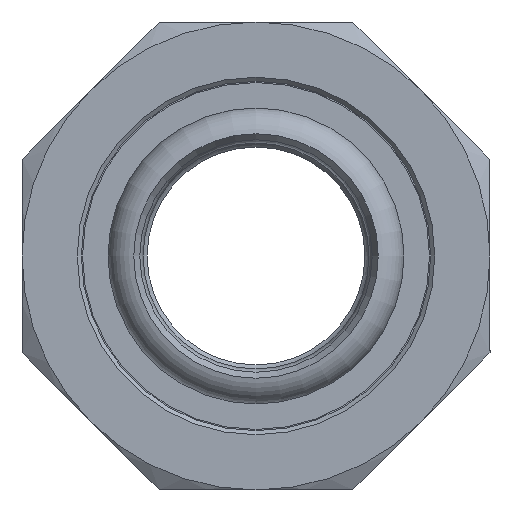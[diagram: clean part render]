
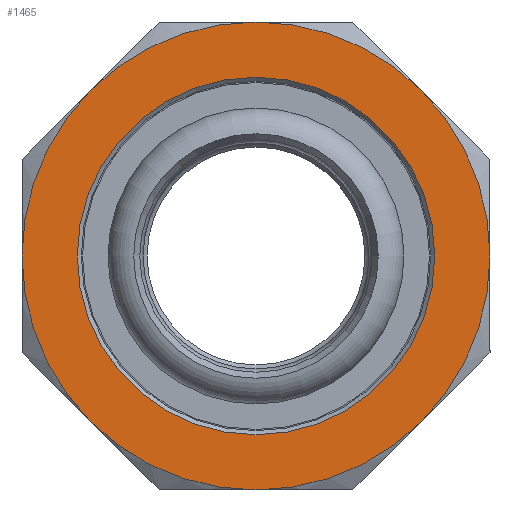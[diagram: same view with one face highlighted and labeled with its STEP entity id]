
A CAD part, front view. The second image highlights one B-rep face of the part: STEP entity #1465.
In plain terms, the highlighted planar face has unit normal (0, -1, 0).
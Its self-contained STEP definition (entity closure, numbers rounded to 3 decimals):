
#16=FACE_BOUND('',#391,.T.);
#36=PLANE('',#1660);
#304=FACE_OUTER_BOUND('',#390,.T.);
#390=EDGE_LOOP('',(#1212,#1213,#1214,#1215,#1216,#1217,#1218,#1219));
#391=EDGE_LOOP('',(#1220));
#513=CIRCLE('',#1628,29.);
#514=CIRCLE('',#1630,29.);
#515=CIRCLE('',#1632,29.);
#516=CIRCLE('',#1634,29.);
#517=CIRCLE('',#1636,29.);
#518=CIRCLE('',#1638,29.);
#519=CIRCLE('',#1640,29.);
#520=CIRCLE('',#1642,29.);
#527=CIRCLE('',#1661,22.15);
#644=VERTEX_POINT('',#2477);
#646=VERTEX_POINT('',#2482);
#647=VERTEX_POINT('',#2488);
#649=VERTEX_POINT('',#2498);
#651=VERTEX_POINT('',#2508);
#654=VERTEX_POINT('',#2522);
#656=VERTEX_POINT('',#2532);
#658=VERTEX_POINT('',#2542);
#666=VERTEX_POINT('',#2590);
#828=EDGE_CURVE('',#646,#644,#513,.T.);
#831=EDGE_CURVE('',#644,#647,#514,.T.);
#834=EDGE_CURVE('',#647,#649,#515,.T.);
#837=EDGE_CURVE('',#649,#651,#516,.T.);
#839=EDGE_CURVE('',#651,#654,#517,.T.);
#842=EDGE_CURVE('',#654,#656,#518,.T.);
#845=EDGE_CURVE('',#656,#658,#519,.T.);
#848=EDGE_CURVE('',#658,#646,#520,.T.);
#866=EDGE_CURVE('',#666,#666,#527,.T.);
#1212=ORIENTED_EDGE('',*,*,#842,.F.);
#1213=ORIENTED_EDGE('',*,*,#839,.F.);
#1214=ORIENTED_EDGE('',*,*,#837,.F.);
#1215=ORIENTED_EDGE('',*,*,#834,.F.);
#1216=ORIENTED_EDGE('',*,*,#831,.F.);
#1217=ORIENTED_EDGE('',*,*,#828,.F.);
#1218=ORIENTED_EDGE('',*,*,#848,.F.);
#1219=ORIENTED_EDGE('',*,*,#845,.F.);
#1220=ORIENTED_EDGE('',*,*,#866,.F.);
#1465=ADVANCED_FACE('',(#304,#16),#36,.T.);
#1628=AXIS2_PLACEMENT_3D('',#2486,#1961,#1962);
#1630=AXIS2_PLACEMENT_3D('',#2496,#1965,#1966);
#1632=AXIS2_PLACEMENT_3D('',#2506,#1969,#1970);
#1634=AXIS2_PLACEMENT_3D('',#2516,#1973,#1974);
#1636=AXIS2_PLACEMENT_3D('',#2523,#1977,#1978);
#1638=AXIS2_PLACEMENT_3D('',#2533,#1981,#1982);
#1640=AXIS2_PLACEMENT_3D('',#2543,#1985,#1986);
#1642=AXIS2_PLACEMENT_3D('',#2552,#1989,#1990);
#1660=AXIS2_PLACEMENT_3D('',#2589,#2035,#2036);
#1661=AXIS2_PLACEMENT_3D('',#2591,#2037,#2038);
#1961=DIRECTION('center_axis',(0.,1.,0.));
#1962=DIRECTION('ref_axis',(-1.,0.,0.));
#1965=DIRECTION('center_axis',(0.,1.,0.));
#1966=DIRECTION('ref_axis',(-1.,0.,0.));
#1969=DIRECTION('center_axis',(0.,1.,0.));
#1970=DIRECTION('ref_axis',(-1.,0.,0.));
#1973=DIRECTION('center_axis',(0.,1.,0.));
#1974=DIRECTION('ref_axis',(-1.,0.,0.));
#1977=DIRECTION('center_axis',(0.,1.,0.));
#1978=DIRECTION('ref_axis',(-1.,0.,0.));
#1981=DIRECTION('center_axis',(0.,1.,0.));
#1982=DIRECTION('ref_axis',(-1.,0.,0.));
#1985=DIRECTION('center_axis',(0.,1.,0.));
#1986=DIRECTION('ref_axis',(-1.,0.,0.));
#1989=DIRECTION('center_axis',(0.,1.,0.));
#1990=DIRECTION('ref_axis',(-1.,0.,0.));
#2035=DIRECTION('center_axis',(0.,-1.,0.));
#2036=DIRECTION('ref_axis',(0.,0.,1.));
#2037=DIRECTION('center_axis',(0.,-1.,0.));
#2038=DIRECTION('ref_axis',(0.,0.,1.));
#2477=CARTESIAN_POINT('',(0.,-10.75,29.));
#2482=CARTESIAN_POINT('',(-20.506,-10.75,20.506));
#2486=CARTESIAN_POINT('Origin',(0.,-10.75,0.));
#2488=CARTESIAN_POINT('',(20.506,-10.75,20.506));
#2496=CARTESIAN_POINT('Origin',(0.,-10.75,0.));
#2498=CARTESIAN_POINT('',(29.,-10.75,0.));
#2506=CARTESIAN_POINT('Origin',(0.,-10.75,0.));
#2508=CARTESIAN_POINT('',(20.506,-10.75,-20.506));
#2516=CARTESIAN_POINT('Origin',(0.,-10.75,0.));
#2522=CARTESIAN_POINT('',(0.,-10.75,-29.));
#2523=CARTESIAN_POINT('Origin',(0.,-10.75,0.));
#2532=CARTESIAN_POINT('',(-20.506,-10.75,-20.506));
#2533=CARTESIAN_POINT('Origin',(0.,-10.75,0.));
#2542=CARTESIAN_POINT('',(-29.,-10.75,0.));
#2543=CARTESIAN_POINT('Origin',(0.,-10.75,0.));
#2552=CARTESIAN_POINT('Origin',(0.,-10.75,0.));
#2589=CARTESIAN_POINT('Origin',(0.,-10.75,-29.));
#2590=CARTESIAN_POINT('',(0.,-10.75,-22.15));
#2591=CARTESIAN_POINT('Origin',(0.,-10.75,0.));
